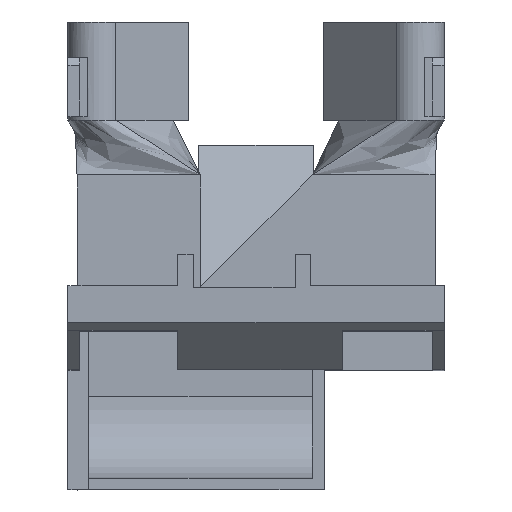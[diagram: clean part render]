
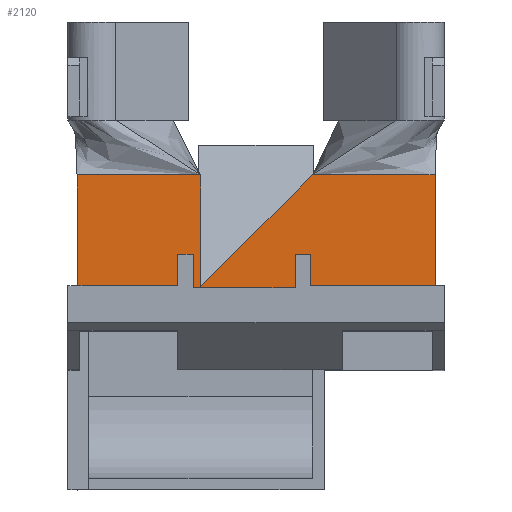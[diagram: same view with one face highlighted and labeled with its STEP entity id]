
A CAD part, top view. The second image highlights one B-rep face of the part: STEP entity #2120.
In plain terms, the highlighted planar face has unit normal (0, 0, 1).
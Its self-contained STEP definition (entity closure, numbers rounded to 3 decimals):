
#517 = VERTEX_POINT('',#518);
#518 = CARTESIAN_POINT('',(258.183,89.82,
    11.505));
#555 = VERTEX_POINT('',#556);
#556 = CARTESIAN_POINT('',(243.928,75.565,
    11.505));
#562 = EDGE_CURVE('',#555,#517,#563,.T.);
#563 = LINE('',#564,#565);
#564 = CARTESIAN_POINT('',(246.829,78.466,
    11.505));
#565 = VECTOR('',#566,1.);
#566 = DIRECTION('',(0.707,0.707,0.));
#579 = EDGE_CURVE('',#555,#580,#582,.T.);
#580 = VERTEX_POINT('',#581);
#581 = CARTESIAN_POINT('',(243.928,89.82,
    11.505));
#582 = LINE('',#583,#584);
#583 = CARTESIAN_POINT('',(243.928,75.565,
    11.505));
#584 = VECTOR('',#585,1.);
#585 = DIRECTION('',(0.,1.,0.));
#2075 = EDGE_CURVE('',#517,#2076,#2078,.T.);
#2076 = VERTEX_POINT('',#2077);
#2077 = CARTESIAN_POINT('',(273.838,89.82,
    11.505));
#2078 = LINE('',#2079,#2080);
#2079 = CARTESIAN_POINT('',(258.183,89.82,
    11.505));
#2080 = VECTOR('',#2081,1.);
#2081 = DIRECTION('',(1.,0.,0.));
#2120 = ADVANCED_FACE('',(#2121),#2220,.T.);
#2121 = FACE_BOUND('',#2122,.T.);
#2122 = EDGE_LOOP('',(#2123,#2133,#2141,#2149,#2157,#2165,#2173,#2181,
    #2189,#2197,#2205,#2211,#2212,#2213,#2214));
#2123 = ORIENTED_EDGE('',*,*,#2124,.F.);
#2124 = EDGE_CURVE('',#2125,#2127,#2129,.T.);
#2125 = VERTEX_POINT('',#2126);
#2126 = CARTESIAN_POINT('',(228.173,75.565,
    11.505));
#2127 = VERTEX_POINT('',#2128);
#2128 = CARTESIAN_POINT('',(228.173,89.82,
    11.505));
#2129 = LINE('',#2130,#2131);
#2130 = CARTESIAN_POINT('',(228.173,75.565,
    11.505));
#2131 = VECTOR('',#2132,1.);
#2132 = DIRECTION('',(0.,1.,0.));
#2133 = ORIENTED_EDGE('',*,*,#2134,.T.);
#2134 = EDGE_CURVE('',#2125,#2135,#2137,.T.);
#2135 = VERTEX_POINT('',#2136);
#2136 = CARTESIAN_POINT('',(228.503,75.565,
    11.505));
#2137 = LINE('',#2138,#2139);
#2138 = CARTESIAN_POINT('',(228.173,75.565,
    11.505));
#2139 = VECTOR('',#2140,1.);
#2140 = DIRECTION('',(1.,0.,0.));
#2141 = ORIENTED_EDGE('',*,*,#2142,.T.);
#2142 = EDGE_CURVE('',#2135,#2143,#2145,.T.);
#2143 = VERTEX_POINT('',#2144);
#2144 = CARTESIAN_POINT('',(228.503,71.375,
    11.505));
#2145 = LINE('',#2146,#2147);
#2146 = CARTESIAN_POINT('',(228.503,75.565,
    11.505));
#2147 = VECTOR('',#2148,1.);
#2148 = DIRECTION('',(0.,-1.,0.));
#2149 = ORIENTED_EDGE('',*,*,#2150,.F.);
#2150 = EDGE_CURVE('',#2151,#2143,#2153,.T.);
#2151 = VERTEX_POINT('',#2152);
#2152 = CARTESIAN_POINT('',(238.193,71.375,
    11.505));
#2153 = LINE('',#2154,#2155);
#2154 = CARTESIAN_POINT('',(250.838,71.375,
    11.505));
#2155 = VECTOR('',#2156,1.);
#2156 = DIRECTION('',(-1.,0.,0.));
#2157 = ORIENTED_EDGE('',*,*,#2158,.F.);
#2158 = EDGE_CURVE('',#2159,#2151,#2161,.T.);
#2159 = VERTEX_POINT('',#2160);
#2160 = CARTESIAN_POINT('',(238.193,74.875,
    11.505));
#2161 = LINE('',#2162,#2163);
#2162 = CARTESIAN_POINT('',(238.193,74.875,
    11.505));
#2163 = VECTOR('',#2164,1.);
#2164 = DIRECTION('',(0.,-1.,0.));
#2165 = ORIENTED_EDGE('',*,*,#2166,.T.);
#2166 = EDGE_CURVE('',#2159,#2167,#2169,.T.);
#2167 = VERTEX_POINT('',#2168);
#2168 = CARTESIAN_POINT('',(240.193,74.875,
    11.505));
#2169 = LINE('',#2170,#2171);
#2170 = CARTESIAN_POINT('',(238.193,74.875,
    11.505));
#2171 = VECTOR('',#2172,1.);
#2172 = DIRECTION('',(1.,0.,0.));
#2173 = ORIENTED_EDGE('',*,*,#2174,.T.);
#2174 = EDGE_CURVE('',#2167,#2175,#2177,.T.);
#2175 = VERTEX_POINT('',#2176);
#2176 = CARTESIAN_POINT('',(240.193,71.375,
    11.505));
#2177 = LINE('',#2178,#2179);
#2178 = CARTESIAN_POINT('',(240.193,74.875,
    11.505));
#2179 = VECTOR('',#2180,1.);
#2180 = DIRECTION('',(0.,-1.,0.));
#2181 = ORIENTED_EDGE('',*,*,#2182,.F.);
#2182 = EDGE_CURVE('',#2183,#2175,#2185,.T.);
#2183 = VERTEX_POINT('',#2184);
#2184 = CARTESIAN_POINT('',(273.503,71.375,
    11.505));
#2185 = LINE('',#2186,#2187);
#2186 = CARTESIAN_POINT('',(250.838,71.375,
    11.505));
#2187 = VECTOR('',#2188,1.);
#2188 = DIRECTION('',(-1.,0.,0.));
#2189 = ORIENTED_EDGE('',*,*,#2190,.T.);
#2190 = EDGE_CURVE('',#2183,#2191,#2193,.T.);
#2191 = VERTEX_POINT('',#2192);
#2192 = CARTESIAN_POINT('',(273.503,75.565,
    11.505));
#2193 = LINE('',#2194,#2195);
#2194 = CARTESIAN_POINT('',(273.503,73.47,
    11.505));
#2195 = VECTOR('',#2196,1.);
#2196 = DIRECTION('',(0.,1.,0.));
#2197 = ORIENTED_EDGE('',*,*,#2198,.T.);
#2198 = EDGE_CURVE('',#2191,#2199,#2201,.T.);
#2199 = VERTEX_POINT('',#2200);
#2200 = CARTESIAN_POINT('',(273.838,75.565,
    11.505));
#2201 = LINE('',#2202,#2203);
#2202 = CARTESIAN_POINT('',(265.948,75.565,
    11.505));
#2203 = VECTOR('',#2204,1.);
#2204 = DIRECTION('',(1.,0.,0.));
#2205 = ORIENTED_EDGE('',*,*,#2206,.F.);
#2206 = EDGE_CURVE('',#2076,#2199,#2207,.T.);
#2207 = LINE('',#2208,#2209);
#2208 = CARTESIAN_POINT('',(273.838,89.07,
    11.505));
#2209 = VECTOR('',#2210,1.);
#2210 = DIRECTION('',(0.,-1.,0.));
#2211 = ORIENTED_EDGE('',*,*,#2075,.F.);
#2212 = ORIENTED_EDGE('',*,*,#562,.F.);
#2213 = ORIENTED_EDGE('',*,*,#579,.T.);
#2214 = ORIENTED_EDGE('',*,*,#2215,.F.);
#2215 = EDGE_CURVE('',#2127,#580,#2216,.T.);
#2216 = LINE('',#2217,#2218);
#2217 = CARTESIAN_POINT('',(247.091,89.82,
    11.505));
#2218 = VECTOR('',#2219,1.);
#2219 = DIRECTION('',(1.,0.,0.));
#2220 = PLANE('',#2221);
#2221 = AXIS2_PLACEMENT_3D('',#2222,#2223,#2224);
#2222 = CARTESIAN_POINT('',(249.825,79.941,
    11.505));
#2223 = DIRECTION('',(0.,0.,1.));
#2224 = DIRECTION('',(0.,1.,0.));
